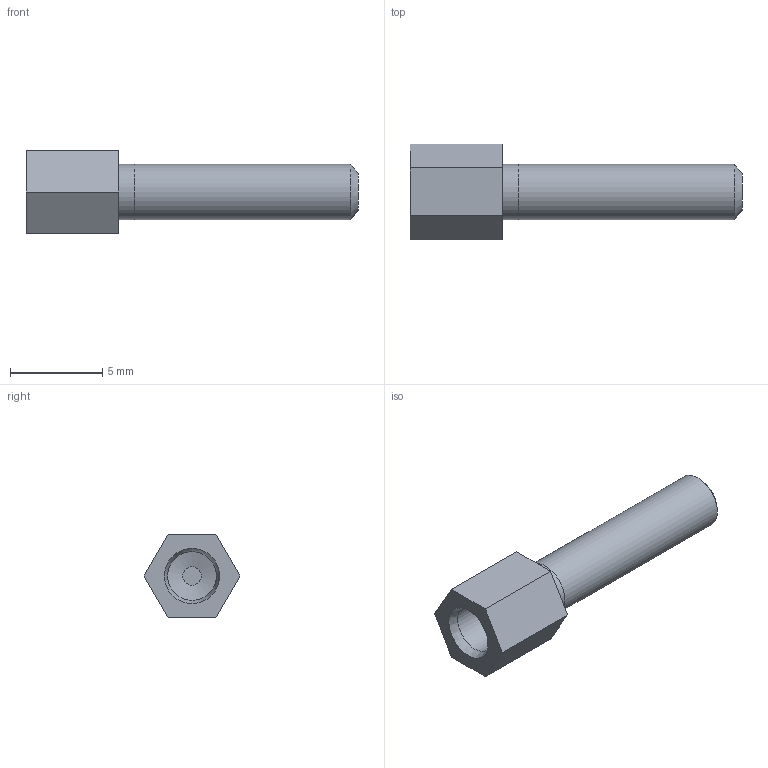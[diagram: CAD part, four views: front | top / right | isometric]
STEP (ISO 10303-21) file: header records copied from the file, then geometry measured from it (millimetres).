
FILE_DESCRIPTION(/* description */ (''),/* implementation_level */ '2;1');
FILE_NAME(/* name */ '100557496ugm000_a.stp',/* time_stamp */ '2013-11-19T08:23:56+01:00',/* author */ (''),/* organization */ (''),/* preprocessor_version */ 'ST-DEVELOPER v15',/* originating_system */ 'SIEMENS PLM Software NX 8.5',/* authorisation */ '');
FILE_SCHEMA (('AUTOMOTIVE_DESIGN { 1 0 10303 214 3 1 1 1 }'));
Length unit declared in the file: millimetre
Products named in the file (1): 100557496ugm000_a
Bounding box: 18 x 5.2 x 4.5 mm (x, y, z)
Volume: 151.6 mm3; surface area: 298.4 mm2
Topology: 3 solids, 3 shells, 18 faces, 37 edges, 25 vertices
Faces by surface type: plane 12, cylinder 3, cone 3
Full cylindrical faces by diameter (mm): 2.64 x1, 3 x2
Entity records: 450 total; most frequent: DIRECTION 74, CARTESIAN_POINT 67, ORIENTED_EDGE 54, AXIS2_PLACEMENT_3D 28, EDGE_CURVE 27, EDGE_LOOP 26, VERTEX_POINT 21, ADVANCED_FACE 18
